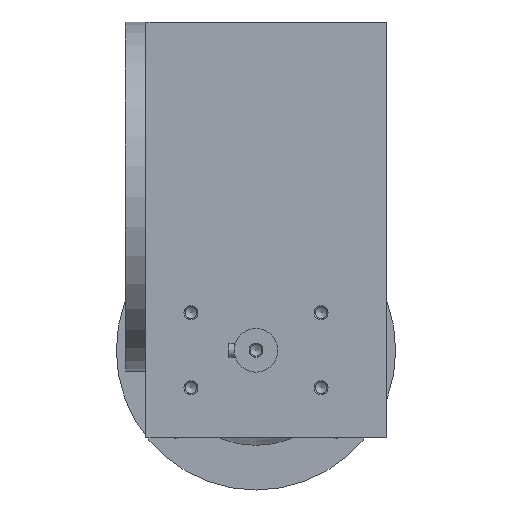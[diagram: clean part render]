
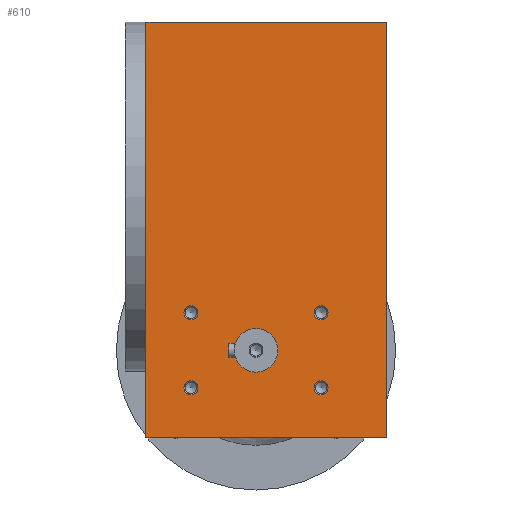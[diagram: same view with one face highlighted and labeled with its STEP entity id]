
A CAD part, left-side view. The second image highlights one B-rep face of the part: STEP entity #610.
In plain terms, the highlighted planar face has unit normal (-1, 0, 0).
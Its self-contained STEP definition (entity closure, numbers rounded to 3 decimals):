
#610 = ADVANCED_FACE( '', ( #1415, #1416, #1417, #1418, #1419, #1420 ), #1421, .F. );
#1415 = FACE_BOUND( '', #2493, .T. );
#1416 = FACE_BOUND( '', #2494, .T. );
#1417 = FACE_BOUND( '', #2495, .T. );
#1418 = FACE_BOUND( '', #2496, .T. );
#1419 = FACE_BOUND( '', #2497, .T. );
#1420 = FACE_OUTER_BOUND( '', #2498, .T. );
#1421 = PLANE( '', #2499 );
#2493 = EDGE_LOOP( '', ( #4108 ) );
#2494 = EDGE_LOOP( '', ( #4109 ) );
#2495 = EDGE_LOOP( '', ( #4110 ) );
#2496 = EDGE_LOOP( '', ( #4111 ) );
#2497 = EDGE_LOOP( '', ( #4112 ) );
#2498 = EDGE_LOOP( '', ( #4113, #4114, #4115, #4116, #4117 ) );
#2499 = AXIS2_PLACEMENT_3D( '', #4118, #4119, #4120 );
#4108 = ORIENTED_EDGE( '', *, *, #5963, .F. );
#4109 = ORIENTED_EDGE( '', *, *, #5964, .F. );
#4110 = ORIENTED_EDGE( '', *, *, #5965, .F. );
#4111 = ORIENTED_EDGE( '', *, *, #5966, .F. );
#4112 = ORIENTED_EDGE( '', *, *, #5967, .T. );
#4113 = ORIENTED_EDGE( '', *, *, #5683, .T. );
#4114 = ORIENTED_EDGE( '', *, *, #5968, .F. );
#4115 = ORIENTED_EDGE( '', *, *, #5969, .F. );
#4116 = ORIENTED_EDGE( '', *, *, #5970, .T. );
#4117 = ORIENTED_EDGE( '', *, *, #5922, .T. );
#4118 = CARTESIAN_POINT( '', ( -100., 69., 119. ) );
#4119 = DIRECTION( '', ( 1., 0., 0. ) );
#4120 = DIRECTION( '', ( 0., 0., -1. ) );
#5683 = EDGE_CURVE( '', #6714, #6715, #6716, .T. );
#5922 = EDGE_CURVE( '', #7086, #6714, #7088, .T. );
#5963 = EDGE_CURVE( '', #7147, #7147, #7148, .T. );
#5964 = EDGE_CURVE( '', #7149, #7149, #7150, .T. );
#5965 = EDGE_CURVE( '', #7151, #7151, #7152, .T. );
#5966 = EDGE_CURVE( '', #7153, #7153, #7154, .T. );
#5967 = EDGE_CURVE( '', #7155, #7155, #7156, .T. );
#5968 = EDGE_CURVE( '', #7157, #6715, #7158, .T. );
#5969 = EDGE_CURVE( '', #7159, #7157, #7160, .T. );
#5970 = EDGE_CURVE( '', #7159, #7086, #7161, .T. );
#6714 = VERTEX_POINT( '', #8096 );
#6715 = VERTEX_POINT( '', #8097 );
#6716 = LINE( '', #8098, #8099 );
#7086 = VERTEX_POINT( '', #8586 );
#7088 = LINE( '', #8588, #8589 );
#7147 = VERTEX_POINT( '', #8663 );
#7148 = CIRCLE( '', #8664, 4. );
#7149 = VERTEX_POINT( '', #8665 );
#7150 = CIRCLE( '', #8666, 4. );
#7151 = VERTEX_POINT( '', #8667 );
#7152 = CIRCLE( '', #8668, 4. );
#7153 = VERTEX_POINT( '', #8669 );
#7154 = CIRCLE( '', #8670, 4. );
#7155 = VERTEX_POINT( '', #8671 );
#7156 = CIRCLE( '', #8672, 12.5 );
#7157 = VERTEX_POINT( '', #8673 );
#7158 = LINE( '', #8674, #8675 );
#7159 = VERTEX_POINT( '', #8676 );
#7160 = LINE( '', #8677, #8678 );
#7161 = LINE( '', #8679, #8680 );
#8096 = CARTESIAN_POINT( '', ( -100., 69., -119. ) );
#8097 = CARTESIAN_POINT( '', ( -100., -69., -119. ) );
#8098 = CARTESIAN_POINT( '', ( -100., 69., -119. ) );
#8099 = VECTOR( '', #9562, 1000. );
#8586 = CARTESIAN_POINT( '', ( -100., 69., 19. ) );
#8588 = CARTESIAN_POINT( '', ( -100., 69., 119. ) );
#8589 = VECTOR( '', #9866, 1000. );
#8663 = CARTESIAN_POINT( '', ( -100., -31.239, -43.5 ) );
#8664 = AXIS2_PLACEMENT_3D( '', #9915, #9916, #9917 );
#8665 = CARTESIAN_POINT( '', ( -100., 43.239, -86.5 ) );
#8666 = AXIS2_PLACEMENT_3D( '', #9918, #9919, #9920 );
#8667 = CARTESIAN_POINT( '', ( -100., -31.239, -86.5 ) );
#8668 = AXIS2_PLACEMENT_3D( '', #9921, #9922, #9923 );
#8669 = CARTESIAN_POINT( '', ( -100., 43.239, -43.5 ) );
#8670 = AXIS2_PLACEMENT_3D( '', #9924, #9925, #9926 );
#8671 = CARTESIAN_POINT( '', ( -100., 6., -81.5 ) );
#8672 = AXIS2_PLACEMENT_3D( '', #9927, #9928, #9929 );
#8673 = CARTESIAN_POINT( '', ( -100., -69., 119. ) );
#8674 = CARTESIAN_POINT( '', ( -100., -69., 119. ) );
#8675 = VECTOR( '', #9930, 1000. );
#8676 = CARTESIAN_POINT( '', ( -100., 69., 119. ) );
#8677 = CARTESIAN_POINT( '', ( -100., 69., 119. ) );
#8678 = VECTOR( '', #9931, 1000. );
#8679 = CARTESIAN_POINT( '', ( -100., 69., 119. ) );
#8680 = VECTOR( '', #9932, 1000. );
#9562 = DIRECTION( '', ( 0., -1., 0. ) );
#9866 = DIRECTION( '', ( 0., 0., -1. ) );
#9915 = CARTESIAN_POINT( '', ( -100., -31.239, -47.5 ) );
#9916 = DIRECTION( '', ( -1., 0., 0. ) );
#9917 = DIRECTION( '', ( 0., 0., 1. ) );
#9918 = CARTESIAN_POINT( '', ( -100., 43.239, -90.5 ) );
#9919 = DIRECTION( '', ( -1., 0., 0. ) );
#9920 = DIRECTION( '', ( 0., 0., 1. ) );
#9921 = CARTESIAN_POINT( '', ( -100., -31.239, -90.5 ) );
#9922 = DIRECTION( '', ( -1., 0., 0. ) );
#9923 = DIRECTION( '', ( 0., 0., 1. ) );
#9924 = CARTESIAN_POINT( '', ( -100., 43.239, -47.5 ) );
#9925 = DIRECTION( '', ( -1., 0., 0. ) );
#9926 = DIRECTION( '', ( 0., 0., 1. ) );
#9927 = CARTESIAN_POINT( '', ( -100., 6., -69. ) );
#9928 = DIRECTION( '', ( 1., 0., 0. ) );
#9929 = DIRECTION( '', ( 0., 0., -1. ) );
#9930 = DIRECTION( '', ( 0., 0., -1. ) );
#9931 = DIRECTION( '', ( 0., -1., 0. ) );
#9932 = DIRECTION( '', ( 0., 0., -1. ) );
